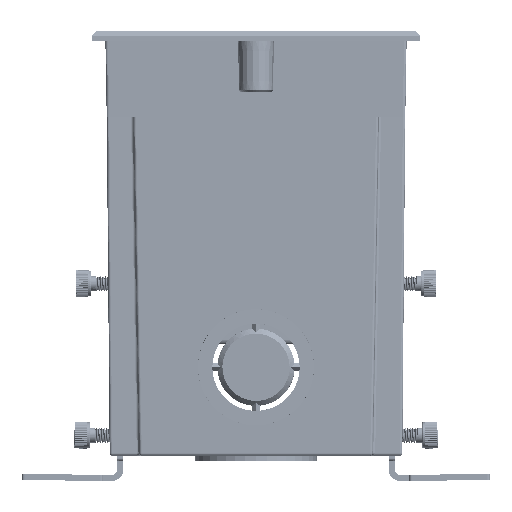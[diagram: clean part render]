
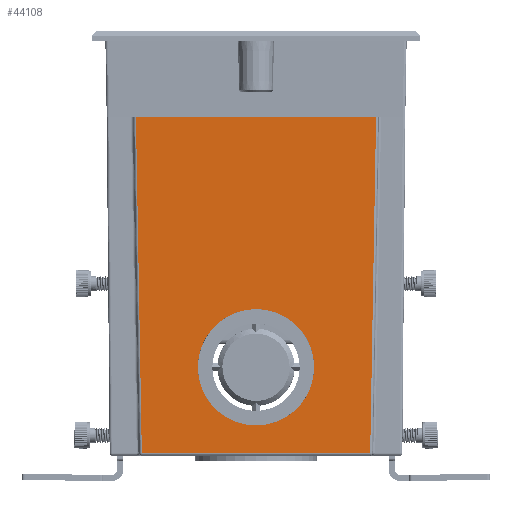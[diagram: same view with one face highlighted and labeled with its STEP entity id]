
A CAD part, left-side view. The second image highlights one B-rep face of the part: STEP entity #44108.
In plain terms, the highlighted face is planar.
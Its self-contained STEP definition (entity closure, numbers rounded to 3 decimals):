
#35353=DIRECTION('',(0.,0.,-1.));
#35354=VECTOR('',#35353,47.5);
#35355=CARTESIAN_POINT('',(121.25,15.,23.75));
#35356=LINE('',#35355,#35354);
#36187=DIRECTION('',(0.,0.,-1.));
#36188=VECTOR('',#36187,45.178);
#36189=CARTESIAN_POINT('',(120.089,81.509,22.589));
#36190=LINE('',#36189,#36188);
#36191=DIRECTION('',(-0.017,1.,0.017));
#36192=VECTOR('',#36191,66.529);
#36193=CARTESIAN_POINT('',(121.25,15.,-23.75));
#36194=LINE('',#36193,#36192);
#36195=DIRECTION('',(-0.017,1.,-0.017));
#36196=VECTOR('',#36195,66.529);
#36197=CARTESIAN_POINT('',(121.25,15.,23.75));
#36198=LINE('',#36197,#36196);
#36199=CARTESIAN_POINT('',(120.185,76.,0.));
#36200=CARTESIAN_POINT('',(120.185,76.,1.355));
#36201=CARTESIAN_POINT('',(120.194,75.509,4.283));
#36202=CARTESIAN_POINT('',(120.24,72.873,8.375));
#36203=CARTESIAN_POINT('',(120.299,69.471,10.569));
#36204=CARTESIAN_POINT('',(120.35,66.577,11.379));
#36205=CARTESIAN_POINT('',(120.386,64.5,11.56));
#36206=CARTESIAN_POINT('',(120.422,62.423,11.379));
#36207=CARTESIAN_POINT('',(120.473,59.529,10.569));
#36208=CARTESIAN_POINT('',(120.532,56.127,8.375));
#36209=CARTESIAN_POINT('',(120.578,53.491,4.283));
#36210=CARTESIAN_POINT('',(120.587,53.,1.355));
#36211=CARTESIAN_POINT('',(120.587,53.,0.));
#36213=CARTESIAN_POINT('',(120.587,53.,0.));
#36214=CARTESIAN_POINT('',(120.587,53.,-1.355));
#36215=CARTESIAN_POINT('',(120.578,53.491,
-4.283));
#36216=CARTESIAN_POINT('',(120.532,56.127,
-8.375));
#36217=CARTESIAN_POINT('',(120.473,59.529,
-10.569));
#36218=CARTESIAN_POINT('',(120.422,62.423,
-11.379));
#36219=CARTESIAN_POINT('',(120.386,64.5,-11.56));
#36220=CARTESIAN_POINT('',(120.35,66.577,
-11.379));
#36221=CARTESIAN_POINT('',(120.299,69.471,
-10.569));
#36222=CARTESIAN_POINT('',(120.24,72.873,
-8.375));
#36223=CARTESIAN_POINT('',(120.194,75.509,
-4.283));
#36224=CARTESIAN_POINT('',(120.185,76.,-1.355));
#36225=CARTESIAN_POINT('',(120.185,76.,0.));
#39202=CARTESIAN_POINT('',(120.185,76.,0.));
#39203=VERTEX_POINT('',#39202);
#39204=CARTESIAN_POINT('',(120.587,53.,0.));
#39205=VERTEX_POINT('',#39204);
#39817=CARTESIAN_POINT('',(121.25,15.,23.75));
#39818=CARTESIAN_POINT('',(121.25,15.,-23.75));
#39819=VERTEX_POINT('',#39817);
#39820=VERTEX_POINT('',#39818);
#39995=CARTESIAN_POINT('',(120.089,81.509,
-22.589));
#39996=VERTEX_POINT('',#39995);
#39999=CARTESIAN_POINT('',(120.089,81.509,22.589));
#40000=VERTEX_POINT('',#39999);
#44090=CARTESIAN_POINT('',(121.25,15.,24.25));
#44091=DIRECTION('',(1.,0.017,0.));
#44092=DIRECTION('',(0.,0.,-1.));
#44093=AXIS2_PLACEMENT_3D('',#44090,#44091,#44092);
#44094=PLANE('',#44093);
#44095=ORIENTED_EDGE('',*,*,#44083,.T.);
#44096=ORIENTED_EDGE('',*,*,#44059,.F.);
#44097=ORIENTED_EDGE('',*,*,#42582,.F.);
#44099=ORIENTED_EDGE('',*,*,#44098,.T.);
#44100=EDGE_LOOP('',(#44095,#44096,#44097,#44099));
#44101=FACE_OUTER_BOUND('',#44100,.F.);
#44103=ORIENTED_EDGE('',*,*,#44102,.T.);
#44105=ORIENTED_EDGE('',*,*,#44104,.T.);
#44106=EDGE_LOOP('',(#44103,#44105));
#44107=FACE_BOUND('',#44106,.F.);
#44108=ADVANCED_FACE('',(#44101,#44107),#44094,.T.);
#36212=B_SPLINE_CURVE_WITH_KNOTS('',3,(#36199,#36200,#36201,#36202,#36203,
#36204,#36205,#36206,#36207,#36208,#36209,#36210,#36211),.UNSPECIFIED.,.F.,.F.,(
4,1,1,1,1,1,1,1,1,1,4),(0.,0.125,0.25,0.375,0.438,0.5,0.563,
0.625,0.75,0.875,1.),.UNSPECIFIED.);
#36226=B_SPLINE_CURVE_WITH_KNOTS('',3,(#36213,#36214,#36215,#36216,#36217,
#36218,#36219,#36220,#36221,#36222,#36223,#36224,#36225),.UNSPECIFIED.,.F.,.F.,(
4,1,1,1,1,1,1,1,1,1,4),(0.,0.125,0.25,0.375,0.438,0.5,0.563,
0.625,0.75,0.875,1.),.UNSPECIFIED.);
#42582=EDGE_CURVE('',#39819,#39820,#35356,.T.);
#44059=EDGE_CURVE('',#39820,#39996,#36194,.T.);
#44083=EDGE_CURVE('',#40000,#39996,#36190,.T.);
#44098=EDGE_CURVE('',#39819,#40000,#36198,.T.);
#44102=EDGE_CURVE('',#39203,#39205,#36212,.T.);
#44104=EDGE_CURVE('',#39205,#39203,#36226,.T.);
